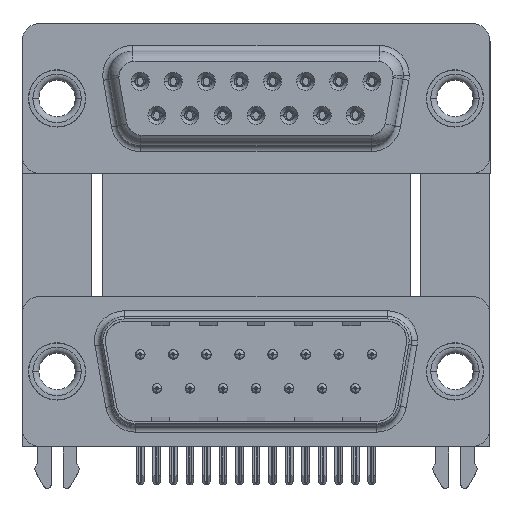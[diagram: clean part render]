
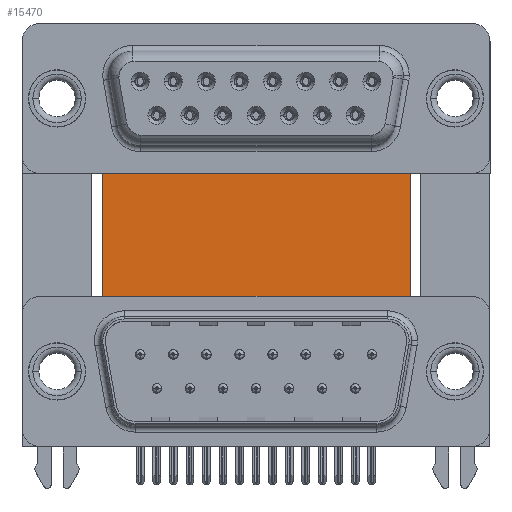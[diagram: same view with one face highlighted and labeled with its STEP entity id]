
A CAD part, top view. The second image highlights one B-rep face of the part: STEP entity #15470.
In plain terms, the highlighted planar face has unit normal (0, 0, 1).
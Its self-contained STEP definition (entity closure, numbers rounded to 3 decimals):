
#868 = DIRECTION ( 'NONE',  ( 1., 0., 0. ) ) ;
#3661 = VECTOR ( 'NONE', #868, 1000. ) ;
#4254 = CARTESIAN_POINT ( 'NONE',  ( 3.79, -3.735, -12. ) ) ;
#4362 = CARTESIAN_POINT ( 'NONE',  ( 3.79, 16.585, -12. ) ) ;
#4467 = LINE ( 'NONE', #4254, #3661 ) ;
#4672 = CARTESIAN_POINT ( 'NONE',  ( 3.79, 16.585, -12. ) ) ;
#4799 = VERTEX_POINT ( 'NONE', #39746 ) ;
#5646 = CARTESIAN_POINT ( 'NONE',  ( 3.79, 16.585, -12. ) ) ;
#6751 = ORIENTED_EDGE ( 'NONE', *, *, #23870, .F. ) ;
#7436 = LINE ( 'NONE', #5646, #21069 ) ;
#7729 = DIRECTION ( 'NONE',  ( -1., 0., 0. ) ) ;
#8152 = FACE_OUTER_BOUND ( 'NONE', #15127, .T. ) ;
#8709 = EDGE_CURVE ( 'NONE', #26068, #40036, #38657, .T. ) ;
#9658 = ORIENTED_EDGE ( 'NONE', *, *, #8709, .T. ) ;
#10266 = VECTOR ( 'NONE', #37721, 1000. ) ;
#12317 = DIRECTION ( 'NONE',  ( 1., 0., 0. ) ) ;
#13308 = VERTEX_POINT ( 'NONE', #34433 ) ;
#15127 = EDGE_LOOP ( 'NONE', ( #17091, #6751, #23965, #9658 ) ) ;
#15470 = ADVANCED_FACE ( 'NONE', ( #8152 ), #38132, .F. ) ;
#17091 = ORIENTED_EDGE ( 'NONE', *, *, #35552, .T. ) ;
#17402 = CARTESIAN_POINT ( 'NONE',  ( 3.79, -3.735, -12. ) ) ;
#21069 = VECTOR ( 'NONE', #12317, 1000. ) ;
#21862 = DIRECTION ( 'NONE',  ( 0., -1., 0. ) ) ;
#22493 = AXIS2_PLACEMENT_3D ( 'NONE', #4362, #32089, #7729 ) ;
#23190 = LINE ( 'NONE', #43770, #10266 ) ;
#23870 = EDGE_CURVE ( 'NONE', #4799, #13308, #23190, .T. ) ;
#23965 = ORIENTED_EDGE ( 'NONE', *, *, #27379, .F. ) ;
#26068 = VERTEX_POINT ( 'NONE', #41418 ) ;
#27379 = EDGE_CURVE ( 'NONE', #26068, #4799, #7436, .T. ) ;
#32089 = DIRECTION ( 'NONE',  ( 0., 0., -1. ) ) ;
#34433 = CARTESIAN_POINT ( 'NONE',  ( 29.58, -3.735, -12. ) ) ;
#35552 = EDGE_CURVE ( 'NONE', #40036, #13308, #4467, .T. ) ;
#37721 = DIRECTION ( 'NONE',  ( 0., -1., 0. ) ) ;
#38132 = PLANE ( 'NONE',  #22493 ) ;
#38657 = LINE ( 'NONE', #4672, #42928 ) ;
#39746 = CARTESIAN_POINT ( 'NONE',  ( 29.58, 16.585, -12. ) ) ;
#40036 = VERTEX_POINT ( 'NONE', #17402 ) ;
#41418 = CARTESIAN_POINT ( 'NONE',  ( 3.79, 16.585, -12. ) ) ;
#42928 = VECTOR ( 'NONE', #21862, 1000. ) ;
#43770 = CARTESIAN_POINT ( 'NONE',  ( 29.58, 16.585, -12. ) ) ;
